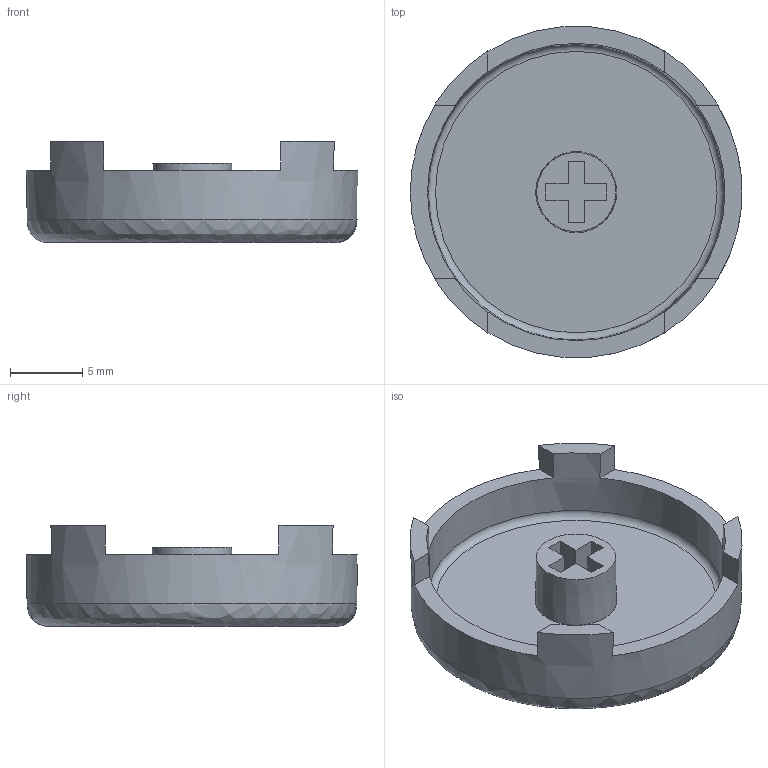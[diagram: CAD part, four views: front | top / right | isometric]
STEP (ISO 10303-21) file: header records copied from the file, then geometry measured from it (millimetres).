
FILE_DESCRIPTION(/* description */ (''),/* implementation_level */ '2;1');
FILE_NAME(/* name */ 'mx_cap_small.step',/* time_stamp */ '2023-07-17T11:06:52-07:00',/* author */ (''),/* organization */ (''),/* preprocessor_version */ 'ST-DEVELOPER v19.2',/* originating_system */ 'Autodesk Translation Framework v12.6.0.85',/* authorisation */ '');
FILE_SCHEMA (('AUTOMOTIVE_DESIGN { 1 0 10303 214 3 1 1 }'));
Length unit declared in the file: millimetre
Products named in the file (1): mx caps
Bounding box: 22.88 x 22.84 x 7 mm (x, y, z)
Volume: 1030.9 mm3; surface area: 1552.3 mm2
Topology: 1 solids, 1 shells, 38 faces, 99 edges, 65 vertices
Faces by surface type: plane 32, cone 3, cylinder 1, bspline 1, torus 1
Full cylindrical faces by diameter (mm): 20.425 x1
Entity records: 1290 total; most frequent: CARTESIAN_POINT 357, ORIENTED_EDGE 198, DIRECTION 182, EDGE_CURVE 99, VERTEX_POINT 65, AXIS2_PLACEMENT_3D 63, LINE 56, VECTOR 56
